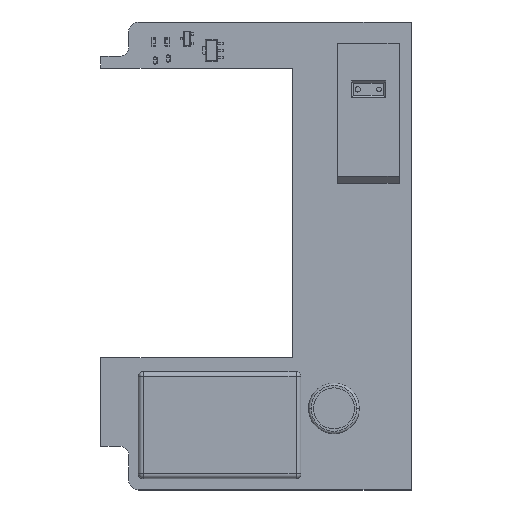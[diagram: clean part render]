
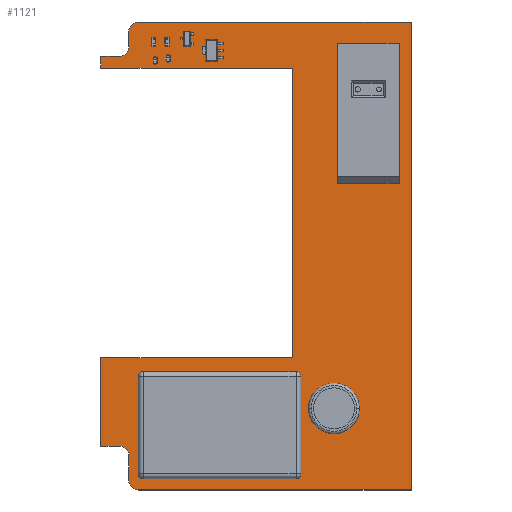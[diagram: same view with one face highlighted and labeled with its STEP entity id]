
A CAD part, top view. The second image highlights one B-rep face of the part: STEP entity #1121.
In plain terms, the highlighted planar face has unit normal (0, 0, 1).
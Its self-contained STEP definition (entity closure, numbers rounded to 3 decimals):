
#96 = VERTEX_POINT('',#97);
#97 = CARTESIAN_POINT('',(-2.3,23.,1.596));
#103 = EDGE_CURVE('',#96,#104,#106,.T.);
#104 = VERTEX_POINT('',#105);
#105 = CARTESIAN_POINT('',(-2.3,4.7,1.596));
#106 = LINE('',#107,#108);
#107 = CARTESIAN_POINT('',(-2.3,23.,1.596));
#108 = VECTOR('',#109,1.);
#109 = DIRECTION('',(0.,-1.,0.));
#134 = EDGE_CURVE('',#104,#135,#137,.T.);
#135 = VERTEX_POINT('',#136);
#136 = CARTESIAN_POINT('',(1.49,4.7,1.596));
#137 = LINE('',#138,#139);
#138 = CARTESIAN_POINT('',(-2.3,4.7,1.596));
#139 = VECTOR('',#140,1.);
#140 = DIRECTION('',(1.,0.,0.));
#165 = EDGE_CURVE('',#135,#166,#168,.T.);
#166 = VERTEX_POINT('',#167);
#167 = CARTESIAN_POINT('',(3.49,2.7,1.596));
#168 = CIRCLE('',#169,2.001);
#169 = AXIS2_PLACEMENT_3D('',#170,#171,#172);
#170 = CARTESIAN_POINT('',(1.489,2.699,1.596));
#171 = DIRECTION('',(0.,0.,-1.));
#172 = DIRECTION('',(0.,1.,0.));
#198 = EDGE_CURVE('',#166,#199,#201,.T.);
#199 = VERTEX_POINT('',#200);
#200 = CARTESIAN_POINT('',(3.49,-2.4,1.596));
#201 = LINE('',#202,#203);
#202 = CARTESIAN_POINT('',(3.49,2.7,1.596));
#203 = VECTOR('',#204,1.);
#204 = DIRECTION('',(0.,-1.,0.));
#229 = EDGE_CURVE('',#199,#230,#232,.T.);
#230 = VERTEX_POINT('',#231);
#231 = CARTESIAN_POINT('',(5.49,-4.4,1.596));
#232 = CIRCLE('',#233,2.001);
#233 = AXIS2_PLACEMENT_3D('',#234,#235,#236);
#234 = CARTESIAN_POINT('',(5.491,-2.399,1.596));
#235 = DIRECTION('',(0.,0.,1.));
#236 = DIRECTION('',(-1.,0.,0.));
#262 = EDGE_CURVE('',#230,#263,#265,.T.);
#263 = VERTEX_POINT('',#264);
#264 = CARTESIAN_POINT('',(62.,-4.4,1.596));
#265 = LINE('',#266,#267);
#266 = CARTESIAN_POINT('',(5.49,-4.4,1.596));
#267 = VECTOR('',#268,1.);
#268 = DIRECTION('',(1.,0.,0.));
#293 = EDGE_CURVE('',#263,#294,#296,.T.);
#294 = VERTEX_POINT('',#295);
#295 = CARTESIAN_POINT('',(62.,92.6,1.596));
#296 = LINE('',#297,#298);
#297 = CARTESIAN_POINT('',(62.,-4.4,1.596));
#298 = VECTOR('',#299,1.);
#299 = DIRECTION('',(0.,1.,0.));
#324 = EDGE_CURVE('',#294,#325,#327,.T.);
#325 = VERTEX_POINT('',#326);
#326 = CARTESIAN_POINT('',(5.49,92.6,1.596));
#327 = LINE('',#328,#329);
#328 = CARTESIAN_POINT('',(62.,92.6,1.596));
#329 = VECTOR('',#330,1.);
#330 = DIRECTION('',(-1.,0.,0.));
#355 = EDGE_CURVE('',#325,#356,#358,.T.);
#356 = VERTEX_POINT('',#357);
#357 = CARTESIAN_POINT('',(3.49,90.6,1.596));
#358 = CIRCLE('',#359,2.001);
#359 = AXIS2_PLACEMENT_3D('',#360,#361,#362);
#360 = CARTESIAN_POINT('',(5.491,90.599,1.596));
#361 = DIRECTION('',(0.,0.,1.));
#362 = DIRECTION('',(0.,1.,0.));
#388 = EDGE_CURVE('',#356,#389,#391,.T.);
#389 = VERTEX_POINT('',#390);
#390 = CARTESIAN_POINT('',(3.49,87.45,1.596));
#391 = LINE('',#392,#393);
#392 = CARTESIAN_POINT('',(3.49,90.6,1.596));
#393 = VECTOR('',#394,1.);
#394 = DIRECTION('',(0.,-1.,0.));
#419 = EDGE_CURVE('',#389,#420,#422,.T.);
#420 = VERTEX_POINT('',#421);
#421 = CARTESIAN_POINT('',(1.49,85.45,1.596));
#422 = CIRCLE('',#423,2.001);
#423 = AXIS2_PLACEMENT_3D('',#424,#425,#426);
#424 = CARTESIAN_POINT('',(1.489,87.451,1.596));
#425 = DIRECTION('',(0.,0.,-1.));
#426 = DIRECTION('',(1.,0.,0.));
#452 = EDGE_CURVE('',#420,#453,#455,.T.);
#453 = VERTEX_POINT('',#454);
#454 = CARTESIAN_POINT('',(-2.3,85.45,1.596));
#455 = LINE('',#456,#457);
#456 = CARTESIAN_POINT('',(1.49,85.45,1.596));
#457 = VECTOR('',#458,1.);
#458 = DIRECTION('',(-1.,0.,0.));
#483 = EDGE_CURVE('',#453,#484,#486,.T.);
#484 = VERTEX_POINT('',#485);
#485 = CARTESIAN_POINT('',(-2.3,83.019,1.596));
#486 = LINE('',#487,#488);
#487 = CARTESIAN_POINT('',(-2.3,85.45,1.596));
#488 = VECTOR('',#489,1.);
#489 = DIRECTION('',(0.,-1.,0.));
#514 = EDGE_CURVE('',#484,#515,#517,.T.);
#515 = VERTEX_POINT('',#516);
#516 = CARTESIAN_POINT('',(37.4,83.019,1.596));
#517 = LINE('',#518,#519);
#518 = CARTESIAN_POINT('',(-2.3,83.019,1.596));
#519 = VECTOR('',#520,1.);
#520 = DIRECTION('',(1.,0.,0.));
#545 = EDGE_CURVE('',#515,#546,#548,.T.);
#546 = VERTEX_POINT('',#547);
#547 = CARTESIAN_POINT('',(37.4,23.017,1.596));
#548 = LINE('',#549,#550);
#549 = CARTESIAN_POINT('',(37.4,83.019,1.596));
#550 = VECTOR('',#551,1.);
#551 = DIRECTION('',(0.,-1.,0.));
#576 = EDGE_CURVE('',#546,#96,#577,.T.);
#577 = LINE('',#578,#579);
#578 = CARTESIAN_POINT('',(37.4,23.017,1.596));
#579 = VECTOR('',#580,1.);
#580 = DIRECTION('',(-1.,0.,0.));
#600 = VERTEX_POINT('',#601);
#601 = CARTESIAN_POINT('',(8.75,1.4,1.596));
#607 = EDGE_CURVE('',#600,#600,#608,.T.);
#608 = CIRCLE('',#609,0.45);
#609 = AXIS2_PLACEMENT_3D('',#610,#611,#612);
#610 = CARTESIAN_POINT('',(8.3,1.4,1.596));
#611 = DIRECTION('',(0.,0.,1.));
#612 = DIRECTION('',(1.,0.,-0.));
#633 = VERTEX_POINT('',#634);
#634 = CARTESIAN_POINT('',(36.75,9.,1.596));
#640 = EDGE_CURVE('',#633,#633,#641,.T.);
#641 = CIRCLE('',#642,0.45);
#642 = AXIS2_PLACEMENT_3D('',#643,#644,#645);
#643 = CARTESIAN_POINT('',(36.3,9.,1.596));
#644 = DIRECTION('',(0.,0.,1.));
#645 = DIRECTION('',(1.,0.,-0.));
#666 = VERTEX_POINT('',#667);
#667 = CARTESIAN_POINT('',(48.9,12.5,1.596));
#673 = EDGE_CURVE('',#666,#666,#674,.T.);
#674 = CIRCLE('',#675,0.4);
#675 = AXIS2_PLACEMENT_3D('',#676,#677,#678);
#676 = CARTESIAN_POINT('',(48.5,12.5,1.596));
#677 = DIRECTION('',(0.,0.,1.));
#678 = DIRECTION('',(1.,0.,-0.));
#699 = VERTEX_POINT('',#700);
#700 = CARTESIAN_POINT('',(8.75,16.6,1.596));
#706 = EDGE_CURVE('',#699,#699,#707,.T.);
#707 = CIRCLE('',#708,0.45);
#708 = AXIS2_PLACEMENT_3D('',#709,#710,#711);
#709 = CARTESIAN_POINT('',(8.3,16.6,1.596));
#710 = DIRECTION('',(0.,0.,1.));
#711 = DIRECTION('',(1.,0.,-0.));
#732 = VERTEX_POINT('',#733);
#733 = CARTESIAN_POINT('',(43.9,12.5,1.596));
#739 = EDGE_CURVE('',#732,#732,#740,.T.);
#740 = CIRCLE('',#741,0.4);
#741 = AXIS2_PLACEMENT_3D('',#742,#743,#744);
#742 = CARTESIAN_POINT('',(43.5,12.5,1.596));
#743 = DIRECTION('',(0.,0.,1.));
#744 = DIRECTION('',(1.,0.,-0.));
#765 = VERTEX_POINT('',#766);
#766 = CARTESIAN_POINT('',(36.75,16.6,1.596));
#772 = EDGE_CURVE('',#765,#765,#773,.T.);
#773 = CIRCLE('',#774,0.45);
#774 = AXIS2_PLACEMENT_3D('',#775,#776,#777);
#775 = CARTESIAN_POINT('',(36.3,16.6,1.596));
#776 = DIRECTION('',(0.,0.,1.));
#777 = DIRECTION('',(1.,0.,-0.));
#798 = VERTEX_POINT('',#799);
#799 = CARTESIAN_POINT('',(50.05,60.8,1.596));
#805 = EDGE_CURVE('',#798,#798,#806,.T.);
#806 = CIRCLE('',#807,0.65);
#807 = AXIS2_PLACEMENT_3D('',#808,#809,#810);
#808 = CARTESIAN_POINT('',(49.4,60.8,1.596));
#809 = DIRECTION('',(0.,0.,1.));
#810 = DIRECTION('',(1.,0.,-0.));
#831 = VERTEX_POINT('',#832);
#832 = CARTESIAN_POINT('',(50.05,65.8,1.596));
#838 = EDGE_CURVE('',#831,#831,#839,.T.);
#839 = CIRCLE('',#840,0.65);
#840 = AXIS2_PLACEMENT_3D('',#841,#842,#843);
#841 = CARTESIAN_POINT('',(49.4,65.8,1.596));
#842 = DIRECTION('',(0.,0.,1.));
#843 = DIRECTION('',(1.,0.,-0.));
#864 = VERTEX_POINT('',#865);
#865 = CARTESIAN_POINT('',(57.55,60.8,1.596));
#871 = EDGE_CURVE('',#864,#864,#872,.T.);
#872 = CIRCLE('',#873,0.65);
#873 = AXIS2_PLACEMENT_3D('',#874,#875,#876);
#874 = CARTESIAN_POINT('',(56.9,60.8,1.596));
#875 = DIRECTION('',(0.,0.,1.));
#876 = DIRECTION('',(1.,0.,-0.));
#897 = VERTEX_POINT('',#898);
#898 = CARTESIAN_POINT('',(57.55,65.8,1.596));
#904 = EDGE_CURVE('',#897,#897,#905,.T.);
#905 = CIRCLE('',#906,0.65);
#906 = AXIS2_PLACEMENT_3D('',#907,#908,#909);
#907 = CARTESIAN_POINT('',(56.9,65.8,1.596));
#908 = DIRECTION('',(0.,0.,1.));
#909 = DIRECTION('',(1.,0.,-0.));
#930 = VERTEX_POINT('',#931);
#931 = CARTESIAN_POINT('',(50.05,70.8,1.596));
#937 = EDGE_CURVE('',#930,#930,#938,.T.);
#938 = CIRCLE('',#939,0.65);
#939 = AXIS2_PLACEMENT_3D('',#940,#941,#942);
#940 = CARTESIAN_POINT('',(49.4,70.8,1.596));
#941 = DIRECTION('',(0.,0.,1.));
#942 = DIRECTION('',(1.,0.,-0.));
#963 = VERTEX_POINT('',#964);
#964 = CARTESIAN_POINT('',(50.05,85.8,1.596));
#970 = EDGE_CURVE('',#963,#963,#971,.T.);
#971 = CIRCLE('',#972,0.65);
#972 = AXIS2_PLACEMENT_3D('',#973,#974,#975);
#973 = CARTESIAN_POINT('',(49.4,85.8,1.596));
#974 = DIRECTION('',(0.,0.,1.));
#975 = DIRECTION('',(1.,0.,-0.));
#996 = VERTEX_POINT('',#997);
#997 = CARTESIAN_POINT('',(57.55,70.8,1.596));
#1003 = EDGE_CURVE('',#996,#996,#1004,.T.);
#1004 = CIRCLE('',#1005,0.65);
#1005 = AXIS2_PLACEMENT_3D('',#1006,#1007,#1008);
#1006 = CARTESIAN_POINT('',(56.9,70.8,1.596));
#1007 = DIRECTION('',(0.,0.,1.));
#1008 = DIRECTION('',(1.,0.,-0.));
#1029 = VERTEX_POINT('',#1030);
#1030 = CARTESIAN_POINT('',(57.55,85.8,1.596));
#1036 = EDGE_CURVE('',#1029,#1029,#1037,.T.);
#1037 = CIRCLE('',#1038,0.65);
#1038 = AXIS2_PLACEMENT_3D('',#1039,#1040,#1041);
#1039 = CARTESIAN_POINT('',(56.9,85.8,1.596));
#1040 = DIRECTION('',(0.,0.,1.));
#1041 = DIRECTION('',(1.,0.,-0.));
#1121 = ADVANCED_FACE('',(#1122,#1140,#1143,#1146,#1149,#1152,#1155,
    #1158,#1161,#1164,#1167,#1170,#1173,#1176,#1179),#1182,.T.);
#1122 = FACE_BOUND('',#1123,.T.);
#1123 = EDGE_LOOP('',(#1124,#1125,#1126,#1127,#1128,#1129,#1130,#1131,
    #1132,#1133,#1134,#1135,#1136,#1137,#1138,#1139));
#1124 = ORIENTED_EDGE('',*,*,#103,.T.);
#1125 = ORIENTED_EDGE('',*,*,#134,.T.);
#1126 = ORIENTED_EDGE('',*,*,#165,.T.);
#1127 = ORIENTED_EDGE('',*,*,#198,.T.);
#1128 = ORIENTED_EDGE('',*,*,#229,.T.);
#1129 = ORIENTED_EDGE('',*,*,#262,.T.);
#1130 = ORIENTED_EDGE('',*,*,#293,.T.);
#1131 = ORIENTED_EDGE('',*,*,#324,.T.);
#1132 = ORIENTED_EDGE('',*,*,#355,.T.);
#1133 = ORIENTED_EDGE('',*,*,#388,.T.);
#1134 = ORIENTED_EDGE('',*,*,#419,.T.);
#1135 = ORIENTED_EDGE('',*,*,#452,.T.);
#1136 = ORIENTED_EDGE('',*,*,#483,.T.);
#1137 = ORIENTED_EDGE('',*,*,#514,.T.);
#1138 = ORIENTED_EDGE('',*,*,#545,.T.);
#1139 = ORIENTED_EDGE('',*,*,#576,.T.);
#1140 = FACE_BOUND('',#1141,.T.);
#1141 = EDGE_LOOP('',(#1142));
#1142 = ORIENTED_EDGE('',*,*,#607,.F.);
#1143 = FACE_BOUND('',#1144,.T.);
#1144 = EDGE_LOOP('',(#1145));
#1145 = ORIENTED_EDGE('',*,*,#640,.F.);
#1146 = FACE_BOUND('',#1147,.T.);
#1147 = EDGE_LOOP('',(#1148));
#1148 = ORIENTED_EDGE('',*,*,#673,.F.);
#1149 = FACE_BOUND('',#1150,.T.);
#1150 = EDGE_LOOP('',(#1151));
#1151 = ORIENTED_EDGE('',*,*,#706,.F.);
#1152 = FACE_BOUND('',#1153,.T.);
#1153 = EDGE_LOOP('',(#1154));
#1154 = ORIENTED_EDGE('',*,*,#739,.F.);
#1155 = FACE_BOUND('',#1156,.T.);
#1156 = EDGE_LOOP('',(#1157));
#1157 = ORIENTED_EDGE('',*,*,#772,.F.);
#1158 = FACE_BOUND('',#1159,.T.);
#1159 = EDGE_LOOP('',(#1160));
#1160 = ORIENTED_EDGE('',*,*,#805,.F.);
#1161 = FACE_BOUND('',#1162,.T.);
#1162 = EDGE_LOOP('',(#1163));
#1163 = ORIENTED_EDGE('',*,*,#838,.F.);
#1164 = FACE_BOUND('',#1165,.T.);
#1165 = EDGE_LOOP('',(#1166));
#1166 = ORIENTED_EDGE('',*,*,#871,.F.);
#1167 = FACE_BOUND('',#1168,.T.);
#1168 = EDGE_LOOP('',(#1169));
#1169 = ORIENTED_EDGE('',*,*,#904,.F.);
#1170 = FACE_BOUND('',#1171,.T.);
#1171 = EDGE_LOOP('',(#1172));
#1172 = ORIENTED_EDGE('',*,*,#937,.F.);
#1173 = FACE_BOUND('',#1174,.T.);
#1174 = EDGE_LOOP('',(#1175));
#1175 = ORIENTED_EDGE('',*,*,#970,.F.);
#1176 = FACE_BOUND('',#1177,.T.);
#1177 = EDGE_LOOP('',(#1178));
#1178 = ORIENTED_EDGE('',*,*,#1003,.F.);
#1179 = FACE_BOUND('',#1180,.T.);
#1180 = EDGE_LOOP('',(#1181));
#1181 = ORIENTED_EDGE('',*,*,#1036,.F.);
#1182 = PLANE('',#1183);
#1183 = AXIS2_PLACEMENT_3D('',#1184,#1185,#1186);
#1184 = CARTESIAN_POINT('',(33.852,45.901,1.596));
#1185 = DIRECTION('',(0.,0.,1.));
#1186 = DIRECTION('',(1.,0.,-0.));
